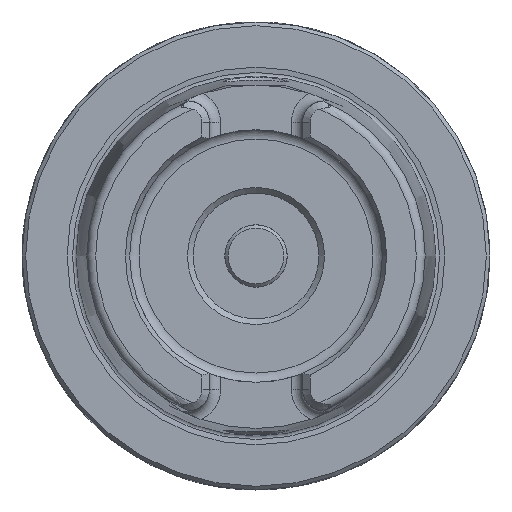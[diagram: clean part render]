
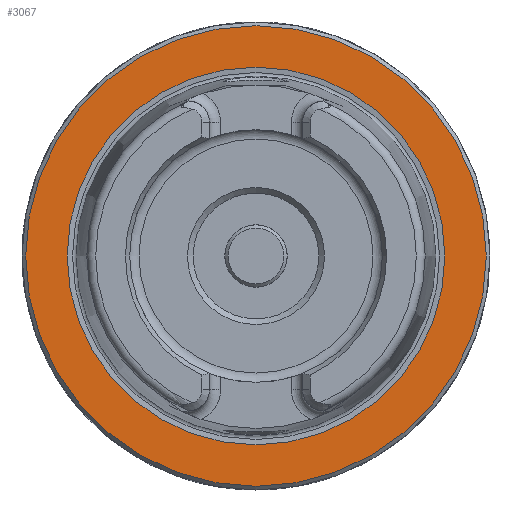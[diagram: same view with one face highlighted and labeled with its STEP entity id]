
A CAD part, left-side view. The second image highlights one B-rep face of the part: STEP entity #3067.
In plain terms, the highlighted planar face has unit normal (-1, 0, 0).
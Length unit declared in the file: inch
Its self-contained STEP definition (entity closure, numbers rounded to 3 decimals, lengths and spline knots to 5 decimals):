
#3033=CARTESIAN_POINT('',(0.0,1.22047,0.));
#3034=VERTEX_POINT('',#3033);
#3035=CARTESIAN_POINT('',(0.0,0.0,0.0));
#3036=DIRECTION('',(1.0,0.0,0.0));
#3037=DIRECTION('',(0.0,-1.0,0.0));
#3038=AXIS2_PLACEMENT_3D('',#3035,#3036,#3037);
#3039=CIRCLE('',#3038,1.22047);
#3040=EDGE_CURVE('',#3034,#3034,#3039,.T.);
#3048=CARTESIAN_POINT('',(0.0,0.62008,0.0));
#3049=DIRECTION('',(-1.0,0.0,0.0));
#3050=DIRECTION('',(0.0,0.0,1.0));
#3051=AXIS2_PLACEMENT_3D('',#3048,#3049,#3050);
#3052=PLANE('',#3051);
#3053=ORIENTED_EDGE('',*,*,#3040,.F.);
#3054=EDGE_LOOP('',(#3053));
#3055=FACE_OUTER_BOUND('',#3054,.T.);
#3056=CARTESIAN_POINT('',(0.0,1.0008,0.0));
#3057=VERTEX_POINT('',#3056);
#3058=CARTESIAN_POINT('',(0.0,0.0,0.0));
#3059=DIRECTION('',(1.0,0.0,0.0));
#3060=DIRECTION('',(0.0,1.0,0.0));
#3061=AXIS2_PLACEMENT_3D('',#3058,#3059,#3060);
#3062=CIRCLE('',#3061,1.0008);
#3063=EDGE_CURVE('',#3057,#3057,#3062,.T.);
#3064=ORIENTED_EDGE('',*,*,#3063,.T.);
#3065=EDGE_LOOP('',(#3064));
#3066=FACE_BOUND('',#3065,.T.);
#3067=ADVANCED_FACE('',(#3055,#3066),#3052,.T.);
